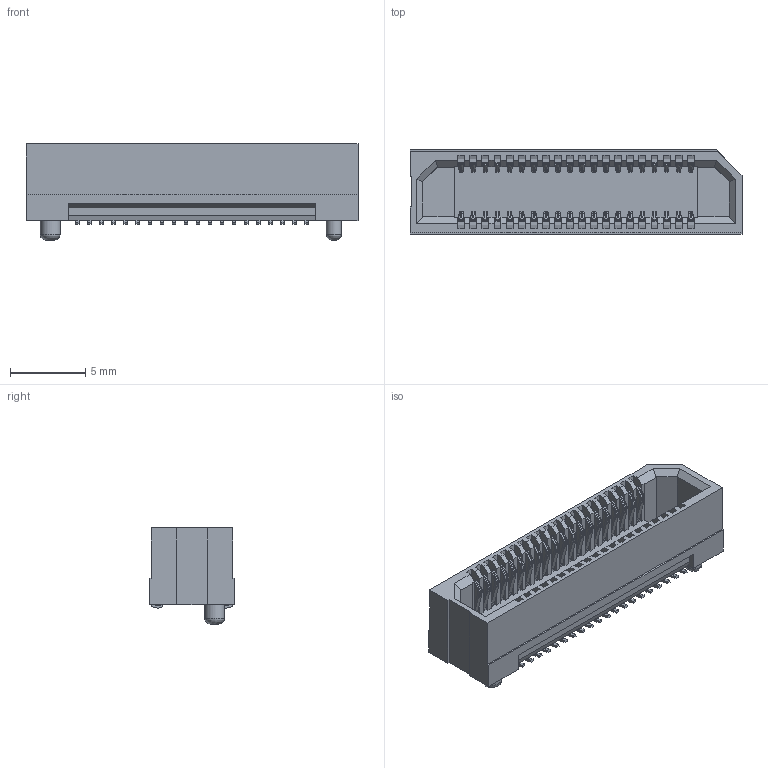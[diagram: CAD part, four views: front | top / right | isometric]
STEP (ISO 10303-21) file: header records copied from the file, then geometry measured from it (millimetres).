
FILE_DESCRIPTION( ('This file contains a STEP AP42 implementation' ,'as created by ZW3D STEP Interface translator.') ,'2;1' );
FILE_NAME( '37505-SM040-050XXR01.stp' ,'231220.173111', (''), ('ZWCAD Software Co.'), 'Version 1.0', 'ZW3D to STEP translator', '' );
FILE_SCHEMA(('AUTOMOTIVE_DESIGN { 1 0 10303 214 1 1 1 1 }'));
Length unit declared in the file: millimetre
Products named in the file (2): 0; 37505-SM040-050XXR01
Bounding box: 22 x 5.6 x 6.38 mm (x, y, z)
Volume: 318.5 mm3; surface area: 991 mm2
Topology: 1 solids, 1 shells, 1891 faces, 4573 edges, 2778 vertices
Faces by surface type: plane 1070, bspline 409, cylinder 329, torus 83
Full cylindrical faces by diameter (mm): 1.32 x1, 1.75 x2
Entity records: 60368 total; most frequent: CARTESIAN_POINT 16580, ORIENTED_EDGE 9146, DIRECTION 7713, EDGE_CURVE 4573, VECTOR 3255, LINE 3255, VERTEX_POINT 2778, AXIS2_PLACEMENT_3D 2229
